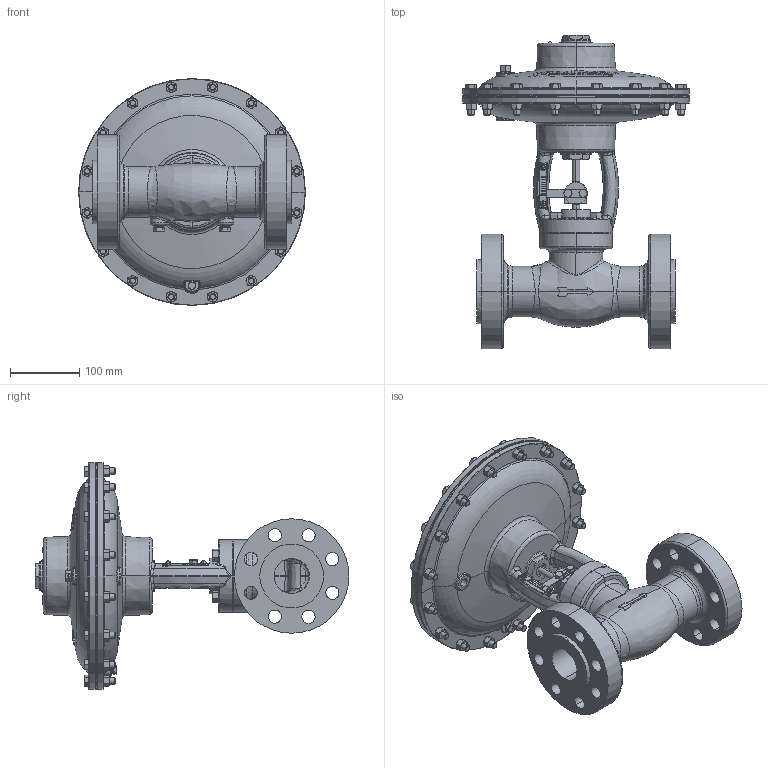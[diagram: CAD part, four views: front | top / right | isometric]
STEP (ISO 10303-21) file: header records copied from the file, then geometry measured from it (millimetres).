
FILE_DESCRIPTION (( 'STEP AP203' ), '1' );
FILE_NAME ('2 INCH HPMV 600RF FMT (EGP).step', '2014-01-24T19:22:13', ( 'PCTech' ), ( 'Microsoft' ), 'SwSTEP 2.0', 'SolidWorks 2013', '' );
FILE_SCHEMA (( 'CONFIG_CONTROL_DESIGN' ));
Length unit declared in the file: inch
Products named in the file (1): 2 INCH HPMV 600RF FMT (EGP)
Bounding box: 327.02 x 452.49 x 327.02 mm (x, y, z)
Volume: 6693615.7 mm3; surface area: 961430.1 mm2
Topology: 65 solids, 65 shells, 2970 faces, 7254 edges, 4552 vertices
Faces by surface type: plane 1285, cone 562, bspline 508, cylinder 416, torus 156, sphere 43
Entity records: 137882 total; most frequent: CARTESIAN_POINT 73102, ORIENTED_EDGE 14464, DIRECTION 11711, EDGE_CURVE 7232, VERTEX_POINT 4552, AXIS2_PLACEMENT_3D 4397, EDGE_LOOP 3170, ADVANCED_FACE 2970
